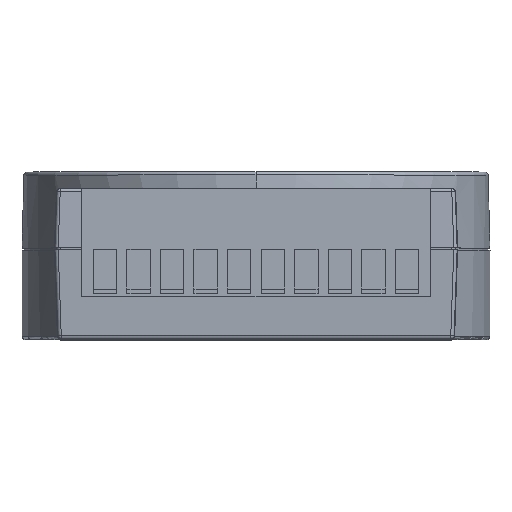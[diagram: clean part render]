
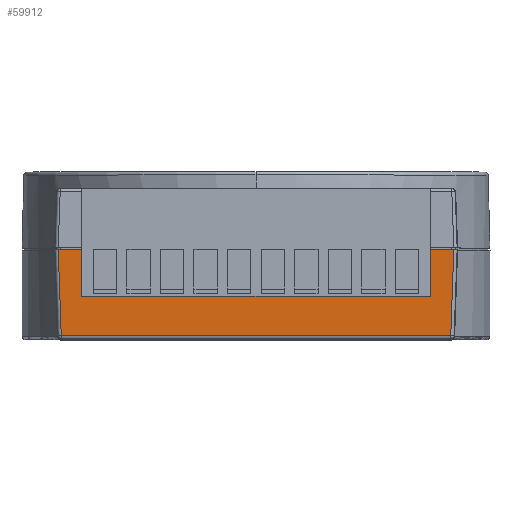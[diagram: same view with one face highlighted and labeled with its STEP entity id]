
A CAD part, top view. The second image highlights one B-rep face of the part: STEP entity #59912.
In plain terms, the highlighted planar face has unit normal (0, -0.035, 0.999).
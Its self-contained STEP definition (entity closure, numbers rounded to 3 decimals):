
#26305 = CARTESIAN_POINT ( 'NONE',  ( -26., -0.15, 50.995 ) ) ;
#26307 = DIRECTION ( 'NONE',  ( 1., 0., 0. ) ) ;
#26308 = VECTOR ( 'NONE', #26307, 1000. ) ;
#26310 = CARTESIAN_POINT ( 'NONE',  ( 30., -0.15, 50.995 ) ) ;
#26325 = LINE ( 'NONE', #26310, #26308 ) ;
#26327 = CARTESIAN_POINT ( 'NONE',  ( -29.495, -0.15, 50.995 ) ) ;
#26370 = CARTESIAN_POINT ( 'NONE',  ( 29.495, -0.15, 50.995 ) ) ;
#26372 = DIRECTION ( 'NONE',  ( 1., 0., 0. ) ) ;
#26374 = VECTOR ( 'NONE', #26372, 1000. ) ;
#26375 = CARTESIAN_POINT ( 'NONE',  ( 30., -0.15, 50.995 ) ) ;
#26376 = LINE ( 'NONE', #26375, #26374 ) ;
#26380 = CARTESIAN_POINT ( 'NONE',  ( 26., -0.15, 50.995 ) ) ;
#29281 = DIRECTION ( 'NONE',  ( 0., -0.999, -0.035 ) ) ;
#29283 = VECTOR ( 'NONE', #29281, 1000. ) ;
#29285 = CARTESIAN_POINT ( 'NONE',  ( 26., 0., 51. ) ) ;
#29287 = LINE ( 'NONE', #29285, #29283 ) ;
#29291 = DIRECTION ( 'NONE',  ( 0.035, 0.999, 0.035 ) ) ;
#29292 = VECTOR ( 'NONE', #29291, 1000. ) ;
#29293 = CARTESIAN_POINT ( 'NONE',  ( 29.501, 0.017, 51.001 ) ) ;
#29295 = LINE ( 'NONE', #29293, #29292 ) ;
#29299 = CARTESIAN_POINT ( 'NONE',  ( 29.046, -13.017, 50.545 ) ) ;
#29301 = DIRECTION ( 'NONE',  ( 1., 0., 0. ) ) ;
#29302 = VECTOR ( 'NONE', #29301, 1000. ) ;
#29303 = CARTESIAN_POINT ( 'NONE',  ( 29.529, -13.017, 50.545 ) ) ;
#29306 = LINE ( 'NONE', #29303, #29302 ) ;
#29310 = DIRECTION ( 'NONE',  ( 0.035, -0.999, -0.035 ) ) ;
#29311 = VECTOR ( 'NONE', #29310, 1000. ) ;
#29312 = CARTESIAN_POINT ( 'NONE',  ( -29.428, -2.073, 50.928 ) ) ;
#29322 = LINE ( 'NONE', #29312, #29311 ) ;
#29336 = CARTESIAN_POINT ( 'NONE',  ( -29.046, -13.017, 50.545 ) ) ;
#29338 = DIRECTION ( 'NONE',  ( 0., 0.999, 0.035 ) ) ;
#29339 = VECTOR ( 'NONE', #29338, 1000. ) ;
#29341 = CARTESIAN_POINT ( 'NONE',  ( -26., 0., 51. ) ) ;
#29343 = LINE ( 'NONE', #29341, #29339 ) ;
#29348 = CARTESIAN_POINT ( 'NONE',  ( -26., -7.097, 50.752 ) ) ;
#29350 = CARTESIAN_POINT ( 'NONE',  ( 26., -7.097, 50.752 ) ) ;
#29353 = DIRECTION ( 'NONE',  ( -1., 0., 0. ) ) ;
#29355 = VECTOR ( 'NONE', #29353, 1000. ) ;
#29356 = CARTESIAN_POINT ( 'NONE',  ( 30., -7.097, 50.752 ) ) ;
#29357 = LINE ( 'NONE', #29356, #29355 ) ;
#29358 = DIRECTION ( 'NONE',  ( 0., -0.999, -0.035 ) ) ;
#29360 = DIRECTION ( 'NONE',  ( 0., -0.035, 0.999 ) ) ;
#29362 = CARTESIAN_POINT ( 'NONE',  ( 30., 0., 51. ) ) ;
#29364 = AXIS2_PLACEMENT_3D ( 'NONE', #29362, #29360, #29358 ) ;
#29366 = PLANE ( 'NONE',  #29364 ) ;
#29368 = FACE_OUTER_BOUND ( 'NONE', #59913, .T. ) ;
#59068 = VERTEX_POINT ( 'NONE', #26327 ) ;
#59070 = EDGE_CURVE ( 'NONE', #59068, #59071, #26325, .T. ) ;
#59071 = VERTEX_POINT ( 'NONE', #26305 ) ;
#59078 = VERTEX_POINT ( 'NONE', #26380 ) ;
#59080 = EDGE_CURVE ( 'NONE', #59078, #59081, #26376, .T. ) ;
#59081 = VERTEX_POINT ( 'NONE', #26370 ) ;
#59894 = ORIENTED_EDGE ( 'NONE', *, *, #59895, .T. ) ;
#59895 = EDGE_CURVE ( 'NONE', #59068, #59921, #29322, .T. ) ;
#59896 = ORIENTED_EDGE ( 'NONE', *, *, #59897, .T. ) ;
#59897 = EDGE_CURVE ( 'NONE', #59921, #59898, #29306, .T. ) ;
#59898 = VERTEX_POINT ( 'NONE', #29299 ) ;
#59899 = ORIENTED_EDGE ( 'NONE', *, *, #59900, .T. ) ;
#59900 = EDGE_CURVE ( 'NONE', #59898, #59081, #29295, .T. ) ;
#59901 = ORIENTED_EDGE ( 'NONE', *, *, #59080, .F. ) ;
#59902 = ORIENTED_EDGE ( 'NONE', *, *, #59903, .T. ) ;
#59903 = EDGE_CURVE ( 'NONE', #59078, #59916, #29287, .T. ) ;
#59912 = ADVANCED_FACE ( 'NONE', ( #29368 ), #29366, .T. ) ;
#59913 = EDGE_LOOP ( 'NONE', ( #59914, #59918, #59920, #59894, #59896, #59899, #59901, #59902 ) ) ;
#59914 = ORIENTED_EDGE ( 'NONE', *, *, #59915, .T. ) ;
#59915 = EDGE_CURVE ( 'NONE', #59916, #59917, #29357, .T. ) ;
#59916 = VERTEX_POINT ( 'NONE', #29350 ) ;
#59917 = VERTEX_POINT ( 'NONE', #29348 ) ;
#59918 = ORIENTED_EDGE ( 'NONE', *, *, #59919, .T. ) ;
#59919 = EDGE_CURVE ( 'NONE', #59917, #59071, #29343, .T. ) ;
#59920 = ORIENTED_EDGE ( 'NONE', *, *, #59070, .F. ) ;
#59921 = VERTEX_POINT ( 'NONE', #29336 ) ;
